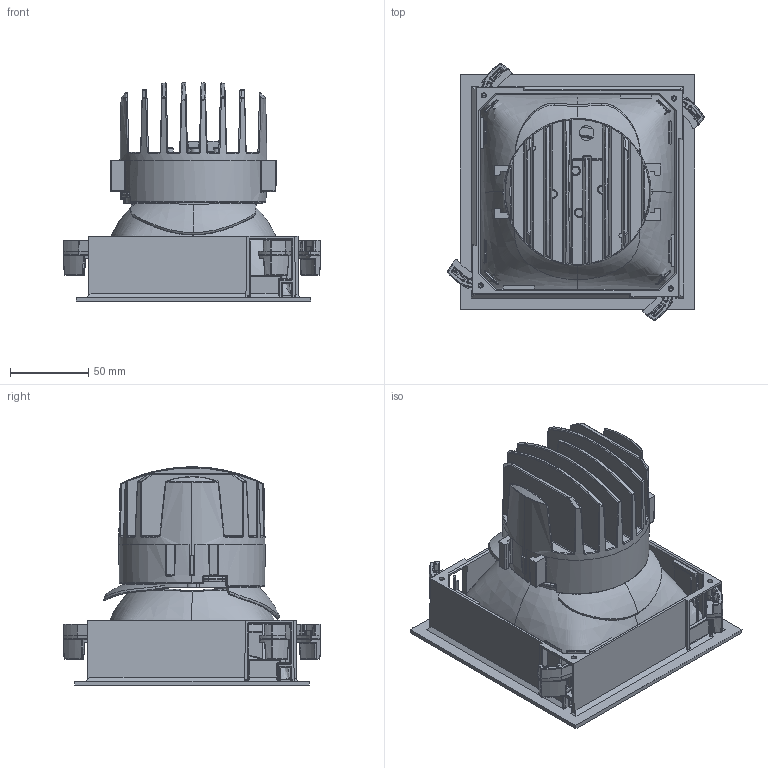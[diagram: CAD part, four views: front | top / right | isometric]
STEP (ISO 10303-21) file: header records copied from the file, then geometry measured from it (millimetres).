
FILE_DESCRIPTION(/* description */ (''),/* implementation_level */ '2;1');
FILE_NAME(/* name */ 'M263020_EVRYTHING 150 SQAURE FIXED',/* time_stamp */ '2018-03-06T18:56:39+01:00',/* author */ (''),/* organization */ (''),/* preprocessor_version */ 'ST-DEVELOPER v15',/* originating_system */ '',/* authorisation */ '');
FILE_SCHEMA (('CONFIG_CONTROL_DESIGN'));
Products named in the file (2): Document; Blocco 07
Assembly tree (1 placements, depth 2):
  Document
    Blocco 07
Bounding box: 164.42 x 164.57 x 139.49 mm (x, y, z)
Volume: 97116 mm3; surface area: 245735.9 mm2
Topology: 7 solids, 19 shells, 2566 faces, 6645 edges, 3730 vertices
Faces by surface type: bspline 2009, plane 557
Entity records: 183460 total; most frequent: CARTESIAN_POINT 148626, ORIENTED_EDGE 12554, EDGE_CURVE 6388, VERTEX_POINT 3734, EDGE_LOOP 2633, ADVANCED_FACE 2552, FACE_OUTER_BOUND 2552, B_SPLINE_CURVE_WITH_KNOTS 2402
